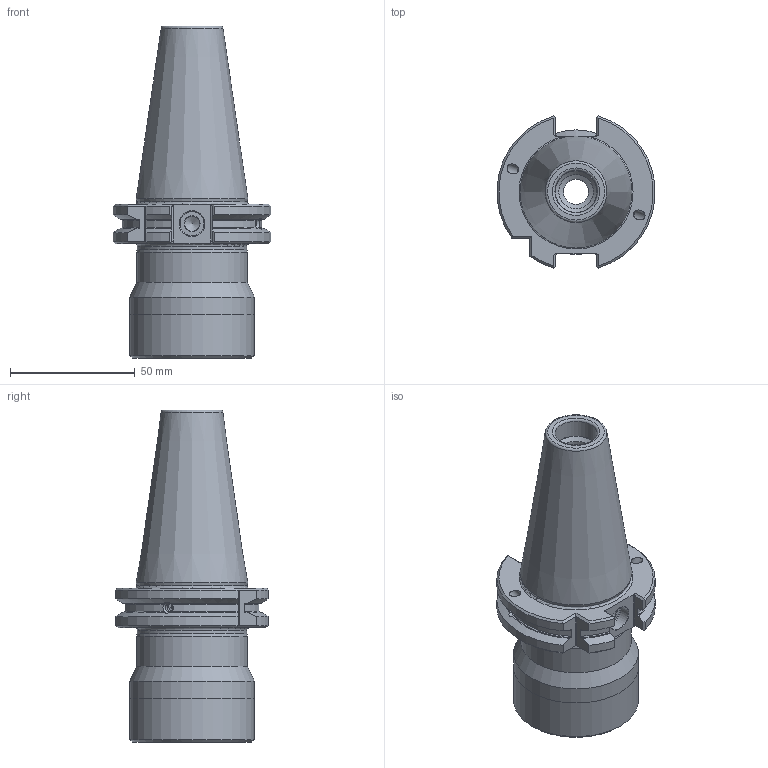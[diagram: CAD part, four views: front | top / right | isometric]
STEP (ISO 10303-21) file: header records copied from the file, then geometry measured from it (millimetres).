
FILE_DESCRIPTION(/* description */ (''),/* implementation_level */ '2;1');
FILE_NAME(/* name */ '224014043.stp',/* time_stamp */ '2021-01-08T12:43:37',/* author */ ('LRA'),/* organization */ ('REGO-FIX'),/* preprocessor_version */ ' Unknown',/* originating_system */ 'SIEMENS PLM Software Solid Edge ST10',/* authorization */ 'Unknown');
FILE_SCHEMA (('AUTOMOTIVE_DESIGN { 1 0 10303 214 2 1 1}'));
Length unit declared in the file: millimetre
Products named in the file (1): NOCUT
Bounding box: 63.35 x 61.01 x 133.25 mm (x, y, z)
Volume: 132614.3 mm3; surface area: 32807.8 mm2
Topology: 1 solids, 1 shells, 139 faces, 381 edges, 242 vertices
Faces by surface type: cylinder 48, plane 44, cone 31, torus 15, bspline 1
Full cylindrical faces by diameter (mm): 3.242 x4, 3.9 x2, 6 x1, 10 x1, 10.106 x1, 13.834 x1, 13.835 x1, 17 x1, 28 x1, 30.5 x1, 43.95 x1, 44.45 x1, 50 x2
Entity records: 5243 total; most frequent: CARTESIAN_POINT 1070, ORIENTED_EDGE 636, DIRECTION 635, EDGE_CURVE 318, AXIS2_PLACEMENT_3D 261, VERTEX_POINT 225, FACE_BOUND 193, EDGE_LOOP 190
